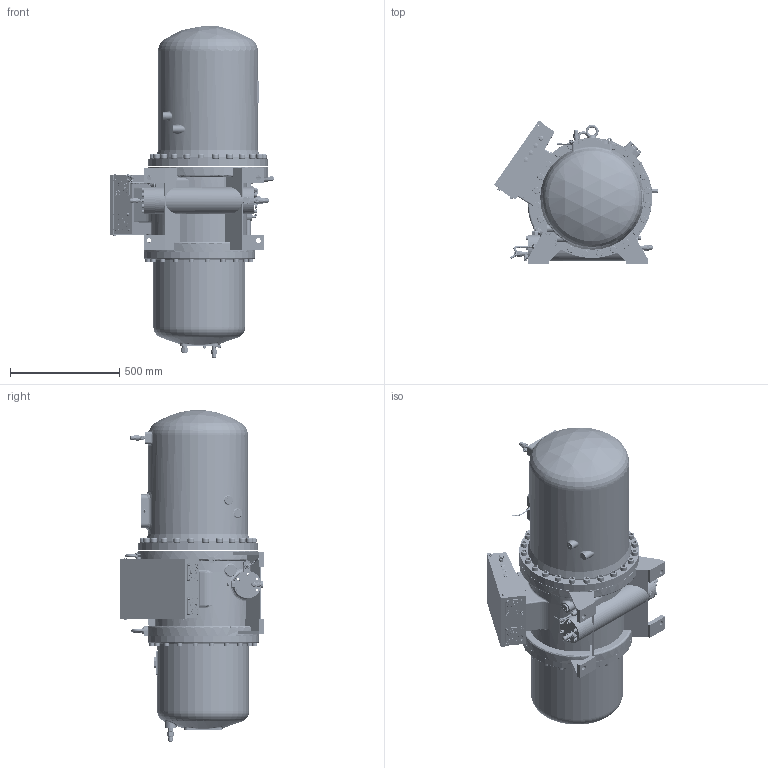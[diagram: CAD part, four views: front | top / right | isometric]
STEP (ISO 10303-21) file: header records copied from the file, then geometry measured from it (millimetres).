
FILE_DESCRIPTION(/* description */ ('STEP AP203'),/* implementation_level */ '2;1');
FILE_NAME(/* name */ 'RC2-510A&B outline.STEP',/* time_stamp */ '2017-06-26T16:19:24-04:00',/* author */ ('Ian L Mitchell'),/* organization */ (''),/* preprocessor_version */ 'ST-DEVELOPER v16.5',/* originating_system */ 'Autodesk Inventor 2017',/* authorisation */ '');
FILE_SCHEMA (('AUTOMOTIVE_DESIGN { 1 0 10303 214 3 1 1 }'));
Length unit declared in the file: centimetre
Products named in the file (1): RC2-510A&B outline
Bounding box: 749.47 x 655.17 x 1519.41 mm (x, y, z)
Surface area: 4976246.6 mm2 (no closed solid volume)
Topology: 0 solids, 327 shells, 2282 faces, 8661 edges, 6542 vertices
Faces by surface type: plane 1319, cylinder 583, torus 173, bspline 118, cone 65, sphere 24
Full cylindrical faces by diameter (mm): 2 x4, 3 x1, 3.006 x2, 3.3 x1, 4 x1, 4.5 x1, 5 x1, 6.5 x3, 7 x14, 10 x2, 10.2 x1, 11 x7, 11.8 x1, 12 x2, 13 x1, 13.157 x2, 13.7 x2, 14 x2, 14.88 x4, 16 x15, 17 x4, 17.5 x14, 17.7 x1, 18 x14, 19 x1, 20 x4, 20.2 x1, 20.5 x2, 21.5 x1, 22 x8
Entity records: 133517 total; most frequent: CARTESIAN_POINT 63412, DIRECTION 14458, ORIENTED_EDGE 11648, EDGE_CURVE 8144, VERTEX_POINT 6440, AXIS2_PLACEMENT_3D 5032, LINE 4394, VECTOR 4394
